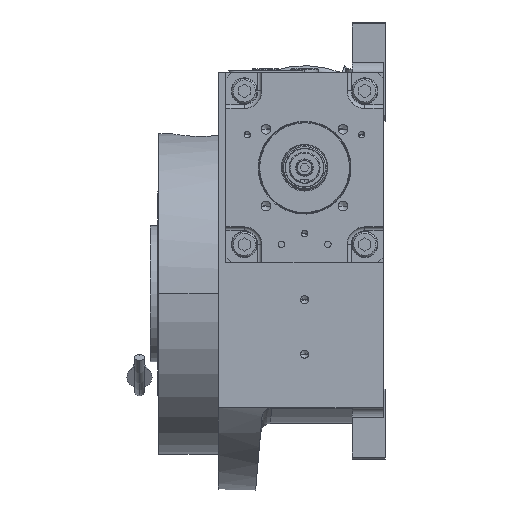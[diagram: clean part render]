
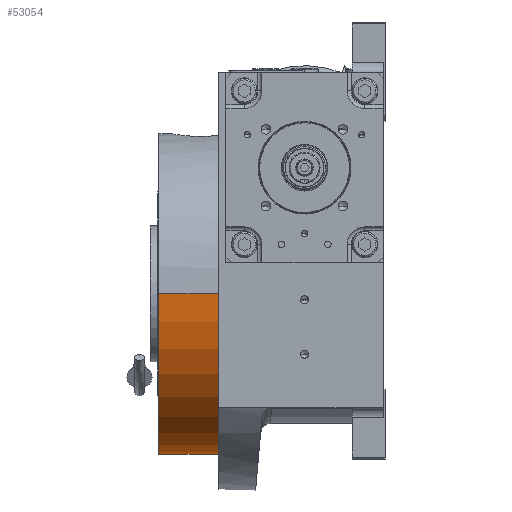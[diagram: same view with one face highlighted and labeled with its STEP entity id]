
A CAD part, left-side view. The second image highlights one B-rep face of the part: STEP entity #53054.
In plain terms, the highlighted cylindrical face has radius 82.5 mm (diameter 165 mm), a partial arc.
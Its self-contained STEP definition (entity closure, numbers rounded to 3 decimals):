
#835 = AXIS2_PLACEMENT_3D ( 'NONE', #55765, #41217, #51949 ) ;
#2323 = EDGE_CURVE ( 'NONE', #48093, #14142, #11535, .T. ) ;
#2503 = CIRCLE ( 'NONE', #46976, 82.5 ) ;
#3089 = VECTOR ( 'NONE', #38052, 1000. ) ;
#3194 = AXIS2_PLACEMENT_3D ( 'NONE', #25129, #24827, #44445 ) ;
#3759 = CARTESIAN_POINT ( 'NONE',  ( 82.5, 0., 0. ) ) ;
#9048 = EDGE_LOOP ( 'NONE', ( #10430, #61120, #39079, #25262 ) ) ;
#9245 = LINE ( 'NONE', #33625, #3089 ) ;
#10430 = ORIENTED_EDGE ( 'NONE', *, *, #61985, .T. ) ;
#11535 = LINE ( 'NONE', #12164, #14612 ) ;
#12164 = CARTESIAN_POINT ( 'NONE',  ( 82.5, 0., 0. ) ) ;
#14142 = VERTEX_POINT ( 'NONE', #38464 ) ;
#14612 = VECTOR ( 'NONE', #31477, 1000. ) ;
#17394 = CARTESIAN_POINT ( 'NONE',  ( -82.5, 0., 30.5 ) ) ;
#17481 = CYLINDRICAL_SURFACE ( 'NONE', #835, 82.5 ) ;
#20304 = CARTESIAN_POINT ( 'NONE',  ( 0., 0., 30.5 ) ) ;
#24827 = DIRECTION ( 'NONE',  ( 0., 0., 1. ) ) ;
#25129 = CARTESIAN_POINT ( 'NONE',  ( 0., 0., 0. ) ) ;
#25262 = ORIENTED_EDGE ( 'NONE', *, *, #55304, .T. ) ;
#29030 = VERTEX_POINT ( 'NONE', #46475 ) ;
#31477 = DIRECTION ( 'NONE',  ( 0., 0., 1. ) ) ;
#33625 = CARTESIAN_POINT ( 'NONE',  ( -82.5, 0., 0. ) ) ;
#38052 = DIRECTION ( 'NONE',  ( 0., 0., 1. ) ) ;
#38464 = CARTESIAN_POINT ( 'NONE',  ( 82.5, 0., 30.5 ) ) ;
#39079 = ORIENTED_EDGE ( 'NONE', *, *, #2323, .F. ) ;
#39594 = DIRECTION ( 'NONE',  ( 0., 0., 1. ) ) ;
#40609 = CIRCLE ( 'NONE', #3194, 82.5 ) ;
#41217 = DIRECTION ( 'NONE',  ( 0., 0., 1. ) ) ;
#44445 = DIRECTION ( 'NONE',  ( 1., 0., 0. ) ) ;
#46475 = CARTESIAN_POINT ( 'NONE',  ( -82.5, 0., 0. ) ) ;
#46976 = AXIS2_PLACEMENT_3D ( 'NONE', #20304, #39594, #50331 ) ;
#47747 = EDGE_CURVE ( 'NONE', #14142, #52160, #2503, .T. ) ;
#48093 = VERTEX_POINT ( 'NONE', #3759 ) ;
#50331 = DIRECTION ( 'NONE',  ( 1., 0., 0. ) ) ;
#51949 = DIRECTION ( 'NONE',  ( 1., 0., 0. ) ) ;
#52160 = VERTEX_POINT ( 'NONE', #17394 ) ;
#53054 = ADVANCED_FACE ( 'NONE', ( #61780 ), #17481, .T. ) ;
#55304 = EDGE_CURVE ( 'NONE', #48093, #29030, #40609, .T. ) ;
#55765 = CARTESIAN_POINT ( 'NONE',  ( 0., 0., 0. ) ) ;
#61120 = ORIENTED_EDGE ( 'NONE', *, *, #47747, .F. ) ;
#61780 = FACE_OUTER_BOUND ( 'NONE', #9048, .T. ) ;
#61985 = EDGE_CURVE ( 'NONE', #29030, #52160, #9245, .T. ) ;
